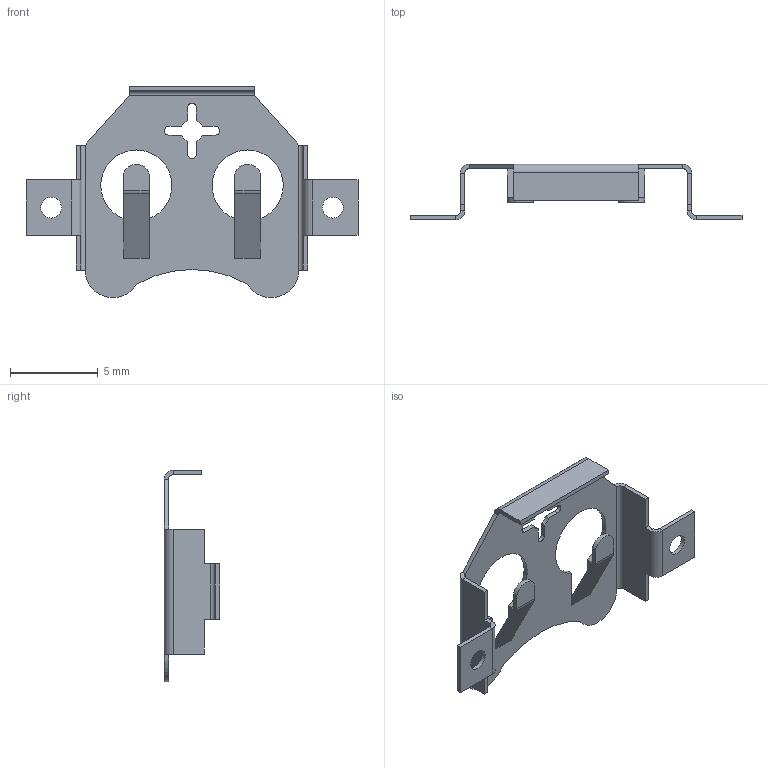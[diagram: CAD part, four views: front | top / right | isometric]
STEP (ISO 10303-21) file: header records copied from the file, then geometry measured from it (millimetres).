
FILE_DESCRIPTION (( 'STEP AP214' ), '1' );
FILE_NAME ('3000.STEP', '2018-07-30T17:34:43', ( '' ), ( '' ), 'SwSTEP 2.0', 'SolidWorks 2013', '' );
FILE_SCHEMA (( 'AUTOMOTIVE_DESIGN' ));
Length unit declared in the file: inch
Products named in the file (1): 3000
Bounding box: 18.95 x 3.17 x 12.06 mm (x, y, z)
Volume: 44.4 mm3; surface area: 387.1 mm2
Topology: 1 solids, 1 shells, 118 faces, 276 edges, 160 vertices
Faces by surface type: plane 85, cylinder 33
Full cylindrical faces by diameter (mm): 1.194 x2
Entity records: 3528 total; most frequent: DIRECTION 578, CARTESIAN_POINT 553, ORIENTED_EDGE 548, EDGE_CURVE 274, VECTOR 208, LINE 208, AXIS2_PLACEMENT_3D 185, VERTEX_POINT 160
